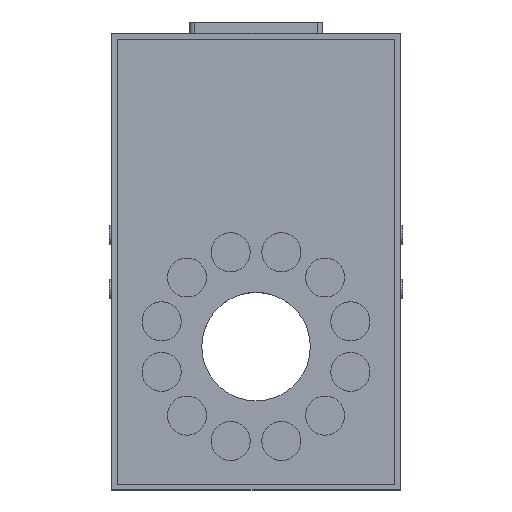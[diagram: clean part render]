
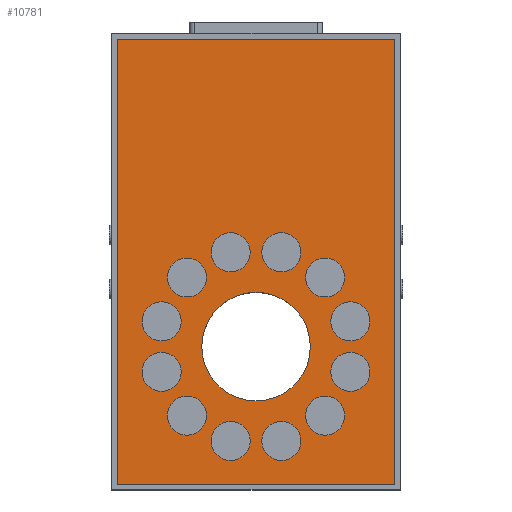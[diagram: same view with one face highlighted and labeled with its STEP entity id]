
A CAD part, top view. The second image highlights one B-rep face of the part: STEP entity #10781.
In plain terms, the highlighted face is planar.
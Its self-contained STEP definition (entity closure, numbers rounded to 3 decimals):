
#99=VECTOR('',#8091,1.);
#100=VECTOR('',#8092,1.);
#101=VECTOR('',#8093,1.);
#102=VECTOR('',#8094,1.);
#335=LINE('',#9251,#99);
#336=LINE('',#9253,#100);
#337=LINE('',#9255,#101);
#338=LINE('',#9256,#102);
#5374=PLANE('',#10231);
#5545=ORIENTED_EDGE('',*,*,#6932,.T.);
#5546=ORIENTED_EDGE('',*,*,#6933,.T.);
#5547=ORIENTED_EDGE('',*,*,#6934,.T.);
#5548=ORIENTED_EDGE('',*,*,#6935,.T.);
#5549=ORIENTED_EDGE('',*,*,#6931,.T.);
#5550=ORIENTED_EDGE('',*,*,#6936,.T.);
#5551=ORIENTED_EDGE('',*,*,#6937,.T.);
#5552=ORIENTED_EDGE('',*,*,#6938,.T.);
#5553=ORIENTED_EDGE('',*,*,#6939,.T.);
#5554=ORIENTED_EDGE('',*,*,#6940,.T.);
#5555=ORIENTED_EDGE('',*,*,#6941,.T.);
#5556=ORIENTED_EDGE('',*,*,#6942,.T.);
#5557=ORIENTED_EDGE('',*,*,#6943,.T.);
#5558=ORIENTED_EDGE('',*,*,#6944,.T.);
#5559=ORIENTED_EDGE('',*,*,#6945,.T.);
#5560=ORIENTED_EDGE('',*,*,#6946,.T.);
#5561=ORIENTED_EDGE('',*,*,#6947,.T.);
#6377=CIRCLE('',#10230,25.);
#6378=CIRCLE('',#10232,9.);
#6379=CIRCLE('',#10233,9.);
#6380=CIRCLE('',#10234,9.);
#6381=CIRCLE('',#10235,9.);
#6382=CIRCLE('',#10236,9.);
#6383=CIRCLE('',#10237,9.);
#6384=CIRCLE('',#10238,9.);
#6385=CIRCLE('',#10239,9.);
#6386=CIRCLE('',#10240,9.);
#6387=CIRCLE('',#10241,9.);
#6388=CIRCLE('',#10242,9.);
#6389=CIRCLE('',#10243,9.);
#6594=VERTEX_POINT('',#9246);
#6595=VERTEX_POINT('',#9249);
#6596=VERTEX_POINT('',#9250);
#6597=VERTEX_POINT('',#9252);
#6598=VERTEX_POINT('',#9254);
#6599=VERTEX_POINT('',#9257);
#6600=VERTEX_POINT('',#9259);
#6601=VERTEX_POINT('',#9261);
#6602=VERTEX_POINT('',#9263);
#6603=VERTEX_POINT('',#9265);
#6604=VERTEX_POINT('',#9267);
#6605=VERTEX_POINT('',#9269);
#6606=VERTEX_POINT('',#9271);
#6607=VERTEX_POINT('',#9273);
#6608=VERTEX_POINT('',#9275);
#6609=VERTEX_POINT('',#9277);
#6610=VERTEX_POINT('',#9279);
#6931=EDGE_CURVE('',#6594,#6594,#6377,.T.);
#6932=EDGE_CURVE('',#6595,#6596,#335,.T.);
#6933=EDGE_CURVE('',#6596,#6597,#336,.T.);
#6934=EDGE_CURVE('',#6597,#6598,#337,.T.);
#6935=EDGE_CURVE('',#6598,#6595,#338,.T.);
#6936=EDGE_CURVE('',#6599,#6599,#6378,.T.);
#6937=EDGE_CURVE('',#6600,#6600,#6379,.T.);
#6938=EDGE_CURVE('',#6601,#6601,#6380,.T.);
#6939=EDGE_CURVE('',#6602,#6602,#6381,.T.);
#6940=EDGE_CURVE('',#6603,#6603,#6382,.T.);
#6941=EDGE_CURVE('',#6604,#6604,#6383,.T.);
#6942=EDGE_CURVE('',#6605,#6605,#6384,.T.);
#6943=EDGE_CURVE('',#6606,#6606,#6385,.T.);
#6944=EDGE_CURVE('',#6607,#6607,#6386,.T.);
#6945=EDGE_CURVE('',#6608,#6608,#6387,.T.);
#6946=EDGE_CURVE('',#6609,#6609,#6388,.T.);
#6947=EDGE_CURVE('',#6610,#6610,#6389,.T.);
#7365=EDGE_LOOP('',(#5545,#5546,#5547,#5548));
#7366=EDGE_LOOP('',(#5549));
#7367=EDGE_LOOP('',(#5550));
#7368=EDGE_LOOP('',(#5551));
#7369=EDGE_LOOP('',(#5552));
#7370=EDGE_LOOP('',(#5553));
#7371=EDGE_LOOP('',(#5554));
#7372=EDGE_LOOP('',(#5555));
#7373=EDGE_LOOP('',(#5556));
#7374=EDGE_LOOP('',(#5557));
#7375=EDGE_LOOP('',(#5558));
#7376=EDGE_LOOP('',(#5559));
#7377=EDGE_LOOP('',(#5560));
#7378=EDGE_LOOP('',(#5561));
#7697=FACE_BOUND('',#7365,.T.);
#7698=FACE_BOUND('',#7366,.T.);
#7699=FACE_BOUND('',#7367,.T.);
#7700=FACE_BOUND('',#7368,.T.);
#7701=FACE_BOUND('',#7369,.T.);
#7702=FACE_BOUND('',#7370,.T.);
#7703=FACE_BOUND('',#7371,.T.);
#7704=FACE_BOUND('',#7372,.T.);
#7705=FACE_BOUND('',#7373,.T.);
#7706=FACE_BOUND('',#7374,.T.);
#7707=FACE_BOUND('',#7375,.T.);
#7708=FACE_BOUND('',#7376,.T.);
#7709=FACE_BOUND('',#7377,.T.);
#7710=FACE_BOUND('',#7378,.T.);
#8087=DIRECTION('',(0.,0.,1.));
#8088=DIRECTION('',(0.,-25.,0.));
#8089=DIRECTION('',(0.,0.,-1.));
#8090=DIRECTION('',(0.,1.,0.));
#8091=DIRECTION('',(128.,0.,0.));
#8092=DIRECTION('',(0.,-205.,0.));
#8093=DIRECTION('',(-128.,0.,0.));
#8094=DIRECTION('',(0.,205.,0.));
#8095=DIRECTION('',(0.,0.,1.));
#8096=DIRECTION('',(-8.693,2.329,0.));
#8097=DIRECTION('',(0.,0.,1.));
#8098=DIRECTION('',(-6.364,6.364,0.));
#8099=DIRECTION('',(0.,0.,1.));
#8100=DIRECTION('',(-2.329,8.693,0.));
#8101=DIRECTION('',(0.,0.,1.));
#8102=DIRECTION('',(2.329,8.693,0.));
#8103=DIRECTION('',(0.,0.,1.));
#8104=DIRECTION('',(6.364,6.364,0.));
#8105=DIRECTION('',(0.,0.,1.));
#8106=DIRECTION('',(8.693,2.329,0.));
#8107=DIRECTION('',(0.,0.,1.));
#8108=DIRECTION('',(8.693,-2.329,0.));
#8109=DIRECTION('',(0.,0.,1.));
#8110=DIRECTION('',(6.364,-6.364,0.));
#8111=DIRECTION('',(0.,0.,1.));
#8112=DIRECTION('',(2.329,-8.693,0.));
#8113=DIRECTION('',(0.,0.,1.));
#8114=DIRECTION('',(-2.329,-8.693,0.));
#8115=DIRECTION('',(0.,0.,1.));
#8116=DIRECTION('',(-6.364,-6.364,0.));
#8117=DIRECTION('',(0.,0.,1.));
#8118=DIRECTION('',(-8.693,-2.329,0.));
#9246=CARTESIAN_POINT('',(-66.5,-91.,-30.01));
#9247=CARTESIAN_POINT('',(-66.5,-66.,-30.01));
#9248=CARTESIAN_POINT('',(-130.5,-2.5,-30.01));
#9249=CARTESIAN_POINT('',(-130.5,-2.5,-30.01));
#9250=CARTESIAN_POINT('',(-2.5,-2.5,-30.01));
#9251=CARTESIAN_POINT('',(-130.5,-2.5,-30.01));
#9252=CARTESIAN_POINT('',(-2.5,-207.5,-30.01));
#9253=CARTESIAN_POINT('',(-2.5,-2.5,-30.01));
#9254=CARTESIAN_POINT('',(-130.5,-207.5,-30.01));
#9255=CARTESIAN_POINT('',(-2.5,-207.5,-30.01));
#9256=CARTESIAN_POINT('',(-130.5,-207.5,-30.01));
#9257=CARTESIAN_POINT('',(-63.546,-20.204,-30.01));
#9258=CARTESIAN_POINT('',(-54.853,-22.533,-30.01));
#9259=CARTESIAN_POINT('',(-41.044,-27.816,-30.01));
#9260=CARTESIAN_POINT('',(-34.68,-34.18,-30.01));
#9261=CARTESIAN_POINT('',(-25.363,-45.66,-30.01));
#9262=CARTESIAN_POINT('',(-23.033,-54.353,-30.01));
#9263=CARTESIAN_POINT('',(-20.704,-68.954,-30.01));
#9264=CARTESIAN_POINT('',(-23.033,-77.647,-30.01));
#9265=CARTESIAN_POINT('',(-28.316,-91.456,-30.01));
#9266=CARTESIAN_POINT('',(-34.68,-97.82,-30.01));
#9267=CARTESIAN_POINT('',(-46.16,-107.137,-30.01));
#9268=CARTESIAN_POINT('',(-54.853,-109.467,-30.01));
#9269=CARTESIAN_POINT('',(-69.454,-111.796,-30.01));
#9270=CARTESIAN_POINT('',(-78.147,-109.467,-30.01));
#9271=CARTESIAN_POINT('',(-91.956,-104.184,-30.01));
#9272=CARTESIAN_POINT('',(-98.32,-97.82,-30.01));
#9273=CARTESIAN_POINT('',(-107.637,-86.34,-30.01));
#9274=CARTESIAN_POINT('',(-109.967,-77.647,-30.01));
#9275=CARTESIAN_POINT('',(-112.296,-63.046,-30.01));
#9276=CARTESIAN_POINT('',(-109.967,-54.353,-30.01));
#9277=CARTESIAN_POINT('',(-104.684,-40.544,-30.01));
#9278=CARTESIAN_POINT('',(-98.32,-34.18,-30.01));
#9279=CARTESIAN_POINT('',(-86.84,-24.863,-30.01));
#9280=CARTESIAN_POINT('',(-78.147,-22.533,-30.01));
#10230=AXIS2_PLACEMENT_3D('',#9247,#8087,#8088);
#10231=AXIS2_PLACEMENT_3D('',#9248,#8089,#8090);
#10232=AXIS2_PLACEMENT_3D('',#9258,#8095,#8096);
#10233=AXIS2_PLACEMENT_3D('',#9260,#8097,#8098);
#10234=AXIS2_PLACEMENT_3D('',#9262,#8099,#8100);
#10235=AXIS2_PLACEMENT_3D('',#9264,#8101,#8102);
#10236=AXIS2_PLACEMENT_3D('',#9266,#8103,#8104);
#10237=AXIS2_PLACEMENT_3D('',#9268,#8105,#8106);
#10238=AXIS2_PLACEMENT_3D('',#9270,#8107,#8108);
#10239=AXIS2_PLACEMENT_3D('',#9272,#8109,#8110);
#10240=AXIS2_PLACEMENT_3D('',#9274,#8111,#8112);
#10241=AXIS2_PLACEMENT_3D('',#9276,#8113,#8114);
#10242=AXIS2_PLACEMENT_3D('',#9278,#8115,#8116);
#10243=AXIS2_PLACEMENT_3D('',#9280,#8117,#8118);
#10781=ADVANCED_FACE('',(#7697,#7698,#7699,#7700,#7701,#7702,#7703,#7704,
#7705,#7706,#7707,#7708,#7709,#7710),#5374,.T.);
